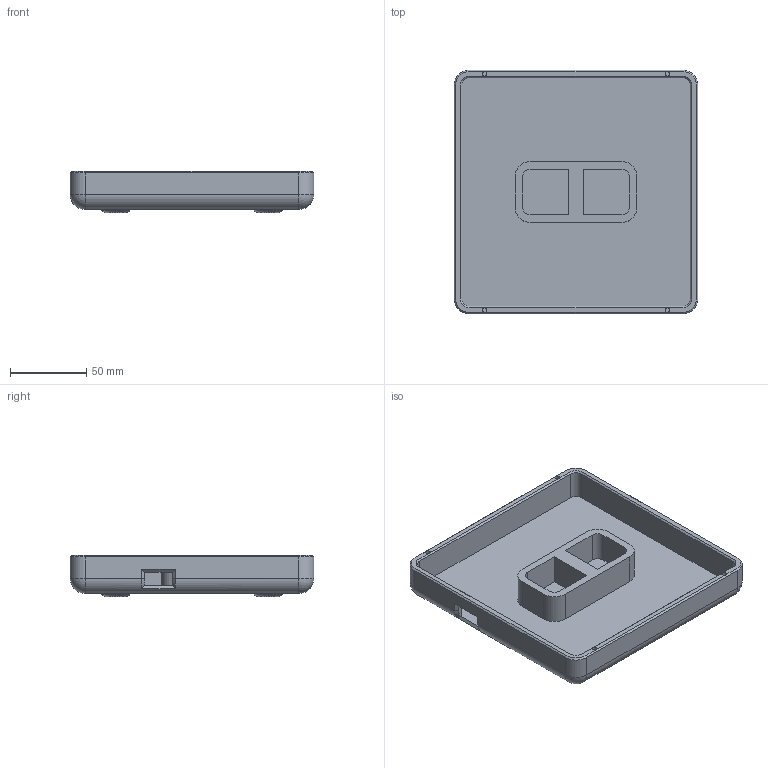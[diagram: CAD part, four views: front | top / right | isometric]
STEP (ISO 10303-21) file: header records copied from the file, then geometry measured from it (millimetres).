
FILE_DESCRIPTION(/* description */ (''),/* implementation_level */ '2;1');
FILE_NAME(/* name */ 'poop bucket base v10.step',/* time_stamp */ '2025-08-20T22:26:14+01:00',/* author */ (''),/* organization */ (''),/* preprocessor_version */ 'ST-DEVELOPER v20.1',/* originating_system */ 'Autodesk Translation Framework v14.10.0.0',/* authorisation */ '');
FILE_SCHEMA (('AUTOMOTIVE_DESIGN { 1 0 10303 214 3 1 1 }'));
Length unit declared in the file: millimetre
Products named in the file (1): poop bucket base
Bounding box: 160 x 160 x 27 mm (x, y, z)
Volume: 199946.1 mm3; surface area: 85852.8 mm2
Topology: 1 solids, 1 shells, 484 faces, 1345 edges, 882 vertices
Faces by surface type: bspline 334, plane 104, cylinder 24, cone 14, torus 4, sphere 4
Full cylindrical faces by diameter (mm): 3 x4
Entity records: 18554 total; most frequent: CARTESIAN_POINT 8398, ORIENTED_EDGE 2690, EDGE_CURVE 1345, DIRECTION 1059, VERTEX_POINT 882, B_SPLINE_CURVE_WITH_KNOTS 668, LINE 589, VECTOR 589
